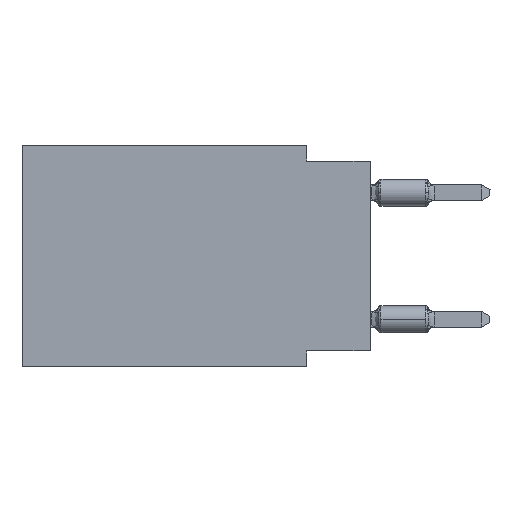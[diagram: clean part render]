
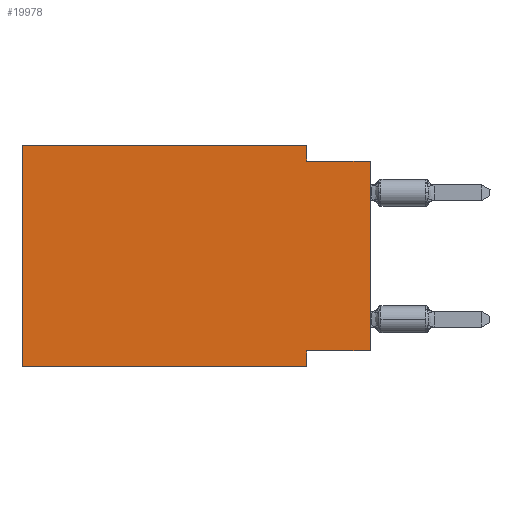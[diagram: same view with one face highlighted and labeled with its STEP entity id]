
A CAD part, left-side view. The second image highlights one B-rep face of the part: STEP entity #19978.
In plain terms, the highlighted planar face has unit normal (-1, 0, 0).
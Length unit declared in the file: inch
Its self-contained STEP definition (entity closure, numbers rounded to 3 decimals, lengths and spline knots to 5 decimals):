
#21 = EDGE_CURVE ( 'NONE', #23150, #13697, #14719, .T. ) ;
#2235 = CARTESIAN_POINT ( 'NONE',  ( 0., 0.55, 0. ) ) ;
#2362 = DIRECTION ( 'NONE',  ( 0., 0., 1. ) ) ;
#2779 = EDGE_CURVE ( 'NONE', #13697, #3502, #12828, .T. ) ;
#3502 = VERTEX_POINT ( 'NONE', #16552 ) ;
#4664 = CARTESIAN_POINT ( 'NONE',  ( 0., 0.55, -0.35 ) ) ;
#5177 = CARTESIAN_POINT ( 'NONE',  ( 0., 0.55, 0. ) ) ;
#5962 = CARTESIAN_POINT ( 'NONE',  ( 0., 0.55, 0. ) ) ;
#6061 = EDGE_CURVE ( 'NONE', #21865, #16289, #29523, .T. ) ;
#6442 = VECTOR ( 'NONE', #7533, 39.37008 ) ;
#6543 = CARTESIAN_POINT ( 'NONE',  ( 0., 0.1, 0. ) ) ;
#7511 = EDGE_CURVE ( 'NONE', #14710, #3502, #30673, .T. ) ;
#7533 = DIRECTION ( 'NONE',  ( 0., -1., 0. ) ) ;
#7562 = LINE ( 'NONE', #24335, #13537 ) ;
#7594 = ORIENTED_EDGE ( 'NONE', *, *, #7511, .T. ) ;
#8462 = CARTESIAN_POINT ( 'NONE',  ( 0., 0.55, 0. ) ) ;
#8468 = EDGE_CURVE ( 'NONE', #14710, #21865, #23927, .T. ) ;
#8515 = ORIENTED_EDGE ( 'NONE', *, *, #31059, .T. ) ;
#9473 = ORIENTED_EDGE ( 'NONE', *, *, #6061, .F. ) ;
#9507 = ORIENTED_EDGE ( 'NONE', *, *, #2779, .F. ) ;
#9623 = VECTOR ( 'NONE', #2362, 39.37008 ) ;
#10575 = VECTOR ( 'NONE', #24858, 39.37008 ) ;
#11892 = DIRECTION ( 'NONE',  ( 0., 0., 1. ) ) ;
#12828 = LINE ( 'NONE', #29097, #10575 ) ;
#13537 = VECTOR ( 'NONE', #26858, 39.37008 ) ;
#13697 = VERTEX_POINT ( 'NONE', #14350 ) ;
#14350 = CARTESIAN_POINT ( 'NONE',  ( 0., 0.1, -0.325 ) ) ;
#14377 = VERTEX_POINT ( 'NONE', #21946 ) ;
#14710 = VERTEX_POINT ( 'NONE', #4664 ) ;
#14719 = LINE ( 'NONE', #29092, #18694 ) ;
#16289 = VERTEX_POINT ( 'NONE', #6543 ) ;
#16337 = EDGE_CURVE ( 'NONE', #16289, #14377, #21260, .T. ) ;
#16552 = CARTESIAN_POINT ( 'NONE',  ( 0., 0.1, -0.35 ) ) ;
#16948 = CARTESIAN_POINT ( 'NONE',  ( 0., 0., -0.025 ) ) ;
#18520 = VECTOR ( 'NONE', #29375, 39.37008 ) ;
#18595 = DIRECTION ( 'NONE',  ( 1., 0., 0. ) ) ;
#18694 = VECTOR ( 'NONE', #26432, 39.37008 ) ;
#19195 = CARTESIAN_POINT ( 'NONE',  ( 0., 0.1, 0. ) ) ;
#19978 = ADVANCED_FACE ( 'NONE', ( #20960 ), #30592, .F. ) ;
#20463 = ORIENTED_EDGE ( 'NONE', *, *, #16337, .F. ) ;
#20960 = FACE_OUTER_BOUND ( 'NONE', #27654, .T. ) ;
#21260 = LINE ( 'NONE', #19195, #27050 ) ;
#21865 = VERTEX_POINT ( 'NONE', #5177 ) ;
#21946 = CARTESIAN_POINT ( 'NONE',  ( 0., 0.1, -0.025 ) ) ;
#22322 = CARTESIAN_POINT ( 'NONE',  ( 0., 0., -0.325 ) ) ;
#23150 = VERTEX_POINT ( 'NONE', #22322 ) ;
#23667 = ORIENTED_EDGE ( 'NONE', *, *, #8468, .F. ) ;
#23753 = LINE ( 'NONE', #24045, #9623 ) ;
#23927 = LINE ( 'NONE', #2235, #24584 ) ;
#24045 = CARTESIAN_POINT ( 'NONE',  ( 0., 0., 0. ) ) ;
#24335 = CARTESIAN_POINT ( 'NONE',  ( 0., 0., -0.025 ) ) ;
#24584 = VECTOR ( 'NONE', #11892, 39.37008 ) ;
#24857 = ORIENTED_EDGE ( 'NONE', *, *, #27988, .F. ) ;
#24858 = DIRECTION ( 'NONE',  ( 0., 0., -1. ) ) ;
#26432 = DIRECTION ( 'NONE',  ( 0., 1., 0. ) ) ;
#26665 = ORIENTED_EDGE ( 'NONE', *, *, #21, .F. ) ;
#26858 = DIRECTION ( 'NONE',  ( 0., -1., 0. ) ) ;
#27050 = VECTOR ( 'NONE', #31207, 39.37008 ) ;
#27654 = EDGE_LOOP ( 'NONE', ( #8515, #24857, #20463, #9473, #23667, #7594, #9507, #26665 ) ) ;
#27754 = DIRECTION ( 'NONE',  ( 0., 0., -1. ) ) ;
#27988 = EDGE_CURVE ( 'NONE', #14377, #29331, #7562, .T. ) ;
#29023 = CARTESIAN_POINT ( 'NONE',  ( 0., 0.55, -0.35 ) ) ;
#29092 = CARTESIAN_POINT ( 'NONE',  ( 0., 0., -0.325 ) ) ;
#29097 = CARTESIAN_POINT ( 'NONE',  ( 0., 0.1, -0.35 ) ) ;
#29331 = VERTEX_POINT ( 'NONE', #16948 ) ;
#29375 = DIRECTION ( 'NONE',  ( 0., -1., 0. ) ) ;
#29523 = LINE ( 'NONE', #5962, #18520 ) ;
#30225 = AXIS2_PLACEMENT_3D ( 'NONE', #8462, #18595, #27754 ) ;
#30592 = PLANE ( 'NONE',  #30225 ) ;
#30673 = LINE ( 'NONE', #29023, #6442 ) ;
#31059 = EDGE_CURVE ( 'NONE', #23150, #29331, #23753, .T. ) ;
#31207 = DIRECTION ( 'NONE',  ( 0., 0., -1. ) ) ;
